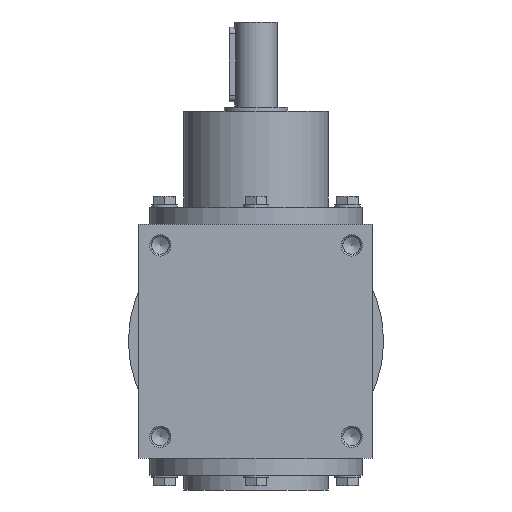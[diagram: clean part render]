
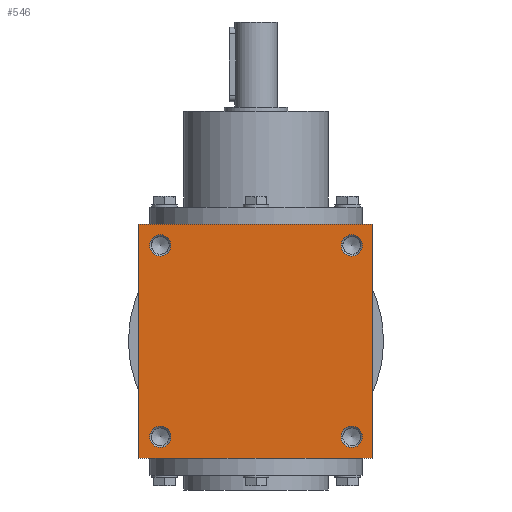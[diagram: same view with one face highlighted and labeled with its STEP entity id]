
A CAD part, left-side view. The second image highlights one B-rep face of the part: STEP entity #546.
In plain terms, the highlighted face is planar.
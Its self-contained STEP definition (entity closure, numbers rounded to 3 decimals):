
#546 = ADVANCED_FACE( '', ( #1120, #1121, #1122, #1123, #1124 ), #1125, .F. );
#1120 = FACE_BOUND( '', #1821, .T. );
#1121 = FACE_BOUND( '', #1822, .T. );
#1122 = FACE_BOUND( '', #1823, .T. );
#1123 = FACE_BOUND( '', #1824, .T. );
#1124 = FACE_OUTER_BOUND( '', #1825, .T. );
#1125 = PLANE( '', #1826 );
#1821 = EDGE_LOOP( '', ( #2784 ) );
#1822 = EDGE_LOOP( '', ( #2785 ) );
#1823 = EDGE_LOOP( '', ( #2786 ) );
#1824 = EDGE_LOOP( '', ( #2787 ) );
#1825 = EDGE_LOOP( '', ( #2788, #2789, #2790, #2791 ) );
#1826 = AXIS2_PLACEMENT_3D( '', #2792, #2793, #2794 );
#2784 = ORIENTED_EDGE( '', *, *, #3779, .F. );
#2785 = ORIENTED_EDGE( '', *, *, #3562, .T. );
#2786 = ORIENTED_EDGE( '', *, *, #3827, .F. );
#2787 = ORIENTED_EDGE( '', *, *, #3828, .T. );
#2788 = ORIENTED_EDGE( '', *, *, #3829, .F. );
#2789 = ORIENTED_EDGE( '', *, *, #3830, .F. );
#2790 = ORIENTED_EDGE( '', *, *, #3831, .F. );
#2791 = ORIENTED_EDGE( '', *, *, #3832, .F. );
#2792 = CARTESIAN_POINT( '', ( 0., 0., -55. ) );
#2793 = DIRECTION( '', ( 0., 0., 1. ) );
#2794 = DIRECTION( '', ( 1., 0., 0. ) );
#3562 = EDGE_CURVE( '', #4079, #4079, #4080, .T. );
#3779 = EDGE_CURVE( '', #4414, #4414, #4415, .T. );
#3827 = EDGE_CURVE( '', #4484, #4484, #4485, .T. );
#3828 = EDGE_CURVE( '', #4486, #4486, #4487, .T. );
#3829 = EDGE_CURVE( '', #4488, #4489, #4490, .T. );
#3830 = EDGE_CURVE( '', #4491, #4488, #4492, .T. );
#3831 = EDGE_CURVE( '', #4493, #4491, #4494, .T. );
#3832 = EDGE_CURVE( '', #4489, #4493, #4495, .T. );
#4079 = VERTEX_POINT( '', #4788 );
#4080 = CIRCLE( '', #4789, 5. );
#4414 = VERTEX_POINT( '', #5237 );
#4415 = CIRCLE( '', #5238, 5. );
#4484 = VERTEX_POINT( '', #5356 );
#4485 = CIRCLE( '', #5357, 5. );
#4486 = VERTEX_POINT( '', #5358 );
#4487 = CIRCLE( '', #5359, 5. );
#4488 = VERTEX_POINT( '', #5360 );
#4489 = VERTEX_POINT( '', #5361 );
#4490 = LINE( '', #5362, #5363 );
#4491 = VERTEX_POINT( '', #5364 );
#4492 = LINE( '', #5365, #5366 );
#4493 = VERTEX_POINT( '', #5367 );
#4494 = LINE( '', #5368, #5369 );
#4495 = LINE( '', #5370, #5371 );
#4788 = CARTESIAN_POINT( '', ( 50., 45., -55. ) );
#4789 = AXIS2_PLACEMENT_3D( '', #5745, #5746, #5747 );
#5237 = CARTESIAN_POINT( '', ( -50., 45., -55. ) );
#5238 = AXIS2_PLACEMENT_3D( '', #6100, #6101, #6102 );
#5356 = CARTESIAN_POINT( '', ( -50., -45., -55. ) );
#5357 = AXIS2_PLACEMENT_3D( '', #6165, #6166, #6167 );
#5358 = CARTESIAN_POINT( '', ( 50., -45., -55. ) );
#5359 = AXIS2_PLACEMENT_3D( '', #6168, #6169, #6170 );
#5360 = CARTESIAN_POINT( '', ( -55., 55., -55. ) );
#5361 = CARTESIAN_POINT( '', ( -55., -55., -55. ) );
#5362 = CARTESIAN_POINT( '', ( -55., 55., -55. ) );
#5363 = VECTOR( '', #6171, 1000. );
#5364 = CARTESIAN_POINT( '', ( 55., 55., -55. ) );
#5365 = CARTESIAN_POINT( '', ( 55., 55., -55. ) );
#5366 = VECTOR( '', #6172, 1000. );
#5367 = CARTESIAN_POINT( '', ( 55., -55., -55. ) );
#5368 = CARTESIAN_POINT( '', ( 55., -55., -55. ) );
#5369 = VECTOR( '', #6173, 1000. );
#5370 = CARTESIAN_POINT( '', ( -55., -55., -55. ) );
#5371 = VECTOR( '', #6174, 1000. );
#5745 = CARTESIAN_POINT( '', ( 45., 45., -55. ) );
#5746 = DIRECTION( '', ( 0., 0., 1. ) );
#5747 = DIRECTION( '', ( 1., 0., 0. ) );
#6100 = CARTESIAN_POINT( '', ( -45., 45., -55. ) );
#6101 = DIRECTION( '', ( 0., 0., -1. ) );
#6102 = DIRECTION( '', ( -1., 0., 0. ) );
#6165 = CARTESIAN_POINT( '', ( -45., -45., -55. ) );
#6166 = DIRECTION( '', ( 0., 0., -1. ) );
#6167 = DIRECTION( '', ( -1., 0., 0. ) );
#6168 = CARTESIAN_POINT( '', ( 45., -45., -55. ) );
#6169 = DIRECTION( '', ( 0., 0., 1. ) );
#6170 = DIRECTION( '', ( 1., 0., 0. ) );
#6171 = DIRECTION( '', ( 0., -1., 0. ) );
#6172 = DIRECTION( '', ( -1., 0., 0. ) );
#6173 = DIRECTION( '', ( 0., 1., 0. ) );
#6174 = DIRECTION( '', ( 1., 0., 0. ) );
